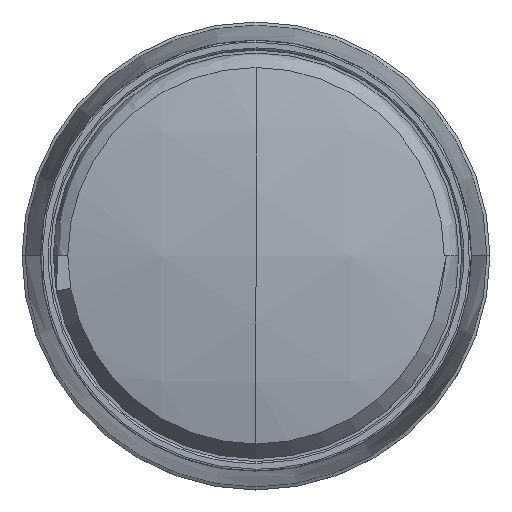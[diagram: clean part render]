
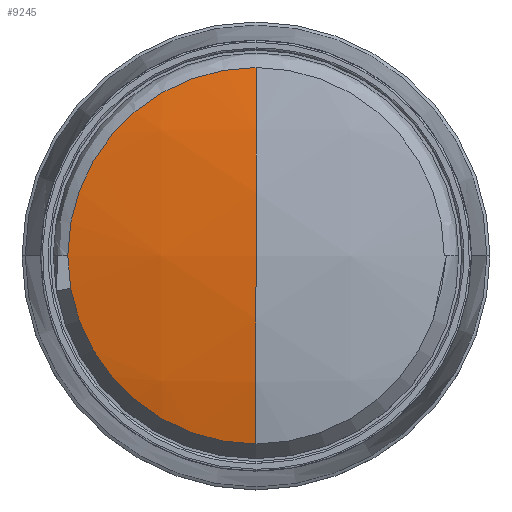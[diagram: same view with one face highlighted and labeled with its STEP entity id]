
A CAD part, top view. The second image highlights one B-rep face of the part: STEP entity #9245.
In plain terms, the highlighted spherical face has radius 135 mm.
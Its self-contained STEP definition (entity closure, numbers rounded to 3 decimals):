
#313 = VERTEX_POINT ( 'NONE', #14156 ) ;
#404 = DIRECTION ( 'NONE',  ( 0., 0., -1. ) ) ;
#589 = AXIS2_PLACEMENT_3D ( 'NONE', #17073, #13451, #11617 ) ;
#1345 = VERTEX_POINT ( 'NONE', #1815 ) ;
#1573 = CARTESIAN_POINT ( 'NONE',  ( 0., 0., 53.5 ) ) ;
#1815 = CARTESIAN_POINT ( 'NONE',  ( 0., -30.17, 50.085 ) ) ;
#1866 = EDGE_CURVE ( 'NONE', #1345, #15299, #2635, .T. ) ;
#2241 = CARTESIAN_POINT ( 'NONE',  ( 0., 0., 50.085 ) ) ;
#2635 = CIRCLE ( 'NONE', #5163, 30.17 ) ;
#2896 = ORIENTED_EDGE ( 'NONE', *, *, #6850, .F. ) ;
#3509 = CARTESIAN_POINT ( 'NONE',  ( 0., 0., -81.5 ) ) ;
#3656 = EDGE_CURVE ( 'NONE', #15299, #313, #9574, .T. ) ;
#4336 = ORIENTED_EDGE ( 'NONE', *, *, #12999, .T. ) ;
#5163 = AXIS2_PLACEMENT_3D ( 'NONE', #2241, #404, #16360 ) ;
#5717 = FACE_OUTER_BOUND ( 'NONE', #13372, .T. ) ;
#5890 = DIRECTION ( 'NONE',  ( 0., -1., 0. ) ) ;
#6010 = CIRCLE ( 'NONE', #10640, 135. ) ;
#6180 = AXIS2_PLACEMENT_3D ( 'NONE', #13079, #11259, #9445 ) ;
#6850 = EDGE_CURVE ( 'NONE', #313, #7077, #15346, .T. ) ;
#7077 = VERTEX_POINT ( 'NONE', #1573 ) ;
#7102 = SPHERICAL_SURFACE ( 'NONE', #6180, 135. ) ;
#7722 = DIRECTION ( 'NONE',  ( -1., 0., 0. ) ) ;
#8353 = AXIS2_PLACEMENT_3D ( 'NONE', #3509, #10361, #8533 ) ;
#8533 = DIRECTION ( 'NONE',  ( 0., 1., 0. ) ) ;
#9245 = ADVANCED_FACE ( 'NONE', ( #5717 ), #7102, .T. ) ;
#9445 = DIRECTION ( 'NONE',  ( 0., 1., 0. ) ) ;
#9537 = CARTESIAN_POINT ( 'NONE',  ( 0., 0., -81.5 ) ) ;
#9574 = CIRCLE ( 'NONE', #589, 30.17 ) ;
#9810 = CARTESIAN_POINT ( 'NONE',  ( -30.17, 0., 50.085 ) ) ;
#10361 = DIRECTION ( 'NONE',  ( 1., 0., 0. ) ) ;
#10640 = AXIS2_PLACEMENT_3D ( 'NONE', #9537, #7722, #5890 ) ;
#11259 = DIRECTION ( 'NONE',  ( -1., 0., 0. ) ) ;
#11364 = ORIENTED_EDGE ( 'NONE', *, *, #1866, .F. ) ;
#11617 = DIRECTION ( 'NONE',  ( 0., 1., 0. ) ) ;
#12999 = EDGE_CURVE ( 'NONE', #1345, #7077, #6010, .T. ) ;
#13079 = CARTESIAN_POINT ( 'NONE',  ( 0., 0., -81.5 ) ) ;
#13372 = EDGE_LOOP ( 'NONE', ( #11364, #4336, #2896, #17261 ) ) ;
#13451 = DIRECTION ( 'NONE',  ( 0., 0., -1. ) ) ;
#14156 = CARTESIAN_POINT ( 'NONE',  ( 0., 30.17, 50.085 ) ) ;
#15299 = VERTEX_POINT ( 'NONE', #9810 ) ;
#15346 = CIRCLE ( 'NONE', #8353, 135. ) ;
#16360 = DIRECTION ( 'NONE',  ( 0., 1., 0. ) ) ;
#17073 = CARTESIAN_POINT ( 'NONE',  ( 0., 0., 50.085 ) ) ;
#17261 = ORIENTED_EDGE ( 'NONE', *, *, #3656, .F. ) ;
